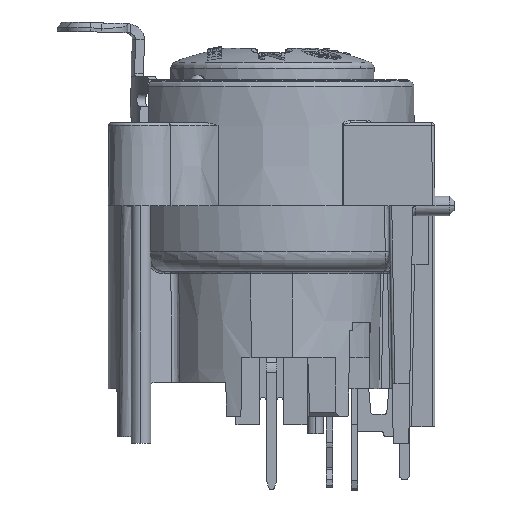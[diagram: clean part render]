
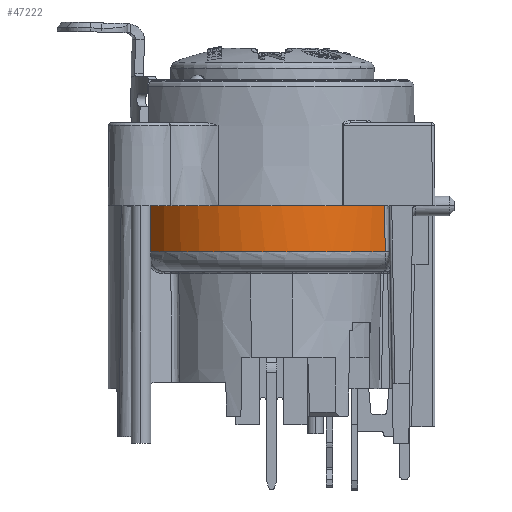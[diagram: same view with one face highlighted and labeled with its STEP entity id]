
A CAD part, left-side view. The second image highlights one B-rep face of the part: STEP entity #47222.
In plain terms, the highlighted conical face has half-angle 1 degrees and reference radius 10.925 mm.
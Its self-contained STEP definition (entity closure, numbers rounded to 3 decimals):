
#1246=CARTESIAN_POINT('',(0.,0.,-6.35));
#1247=DIRECTION('',(0.,0.,-1.));
#1248=DIRECTION('',(-0.928,0.373,0.));
#1249=AXIS2_PLACEMENT_3D('',#1246,#1247,#1248);
#1264=CARTESIAN_POINT('',(-6.743,-8.634,-6.35));
#1275=CARTESIAN_POINT('',(0.,0.,-6.35));
#1276=DIRECTION('',(0.,0.,-1.));
#1277=DIRECTION('',(-0.616,-0.788,0.));
#1278=AXIS2_PLACEMENT_3D('',#1275,#1276,#1277);
#7014=CARTESIAN_POINT('',(-9.526,-5.411,-6.35));
#7174=CARTESIAN_POINT('',(-10.166,4.085,-6.35));
#15732=CARTESIAN_POINT('',(-5.745,9.256,
-9.876));
#15733=CARTESIAN_POINT('',(-5.755,9.257,
-9.523));
#15734=CARTESIAN_POINT('',(-5.774,9.26,
-8.791));
#15735=CARTESIAN_POINT('',(-5.804,9.266,
-7.618));
#15736=CARTESIAN_POINT('',(-5.824,9.27,
-6.781));
#15737=CARTESIAN_POINT('',(-5.834,9.273,-6.35));
#15739=CARTESIAN_POINT('',(0.,0.,-6.35));
#15740=DIRECTION('',(0.,0.,1.));
#15741=DIRECTION('',(-0.928,0.373,0.));
#15742=AXIS2_PLACEMENT_3D('',#15739,#15740,#15741);
#15744=CARTESIAN_POINT('',(-6.565,-8.694,
-9.876));
#15745=CARTESIAN_POINT('',(-6.585,-8.687,
-9.484));
#15746=CARTESIAN_POINT('',(-6.625,-8.674,
-8.7));
#15747=CARTESIAN_POINT('',(-6.684,-8.654,
-7.524));
#15748=CARTESIAN_POINT('',(-6.724,-8.641,
-6.741));
#15749=CARTESIAN_POINT('',(-6.743,-8.634,-6.35));
#15751=CARTESIAN_POINT('',(0.,0.,-9.876));
#15752=DIRECTION('',(0.,0.,1.));
#15753=DIRECTION('',(-0.527,0.85,0.));
#15754=AXIS2_PLACEMENT_3D('',#15751,#15752,#15753);
#17563=CARTESIAN_POINT('',(-6.565,-8.694,
-9.876));
#22359=VERTEX_POINT('',#7174);
#22386=VERTEX_POINT('',#7014);
#23160=CARTESIAN_POINT('',(-5.834,9.273,-6.35));
#23161=VERTEX_POINT('',#23160);
#23799=VERTEX_POINT('',#17563);
#23836=VERTEX_POINT('',#1264);
#24180=VERTEX_POINT('',#15732);
#47207=CARTESIAN_POINT('',(0.,0.,-8.113));
#47208=DIRECTION('',(0.,0.,1.));
#47209=DIRECTION('',(1.,0.,0.));
#47210=AXIS2_PLACEMENT_3D('',#47207,#47208,#47209);
#47211=CONICAL_SURFACE('',#47210,10.925,1.);
#47212=ORIENTED_EDGE('',*,*,#47169,.T.);
#47213=ORIENTED_EDGE('',*,*,#28633,.F.);
#47214=ORIENTED_EDGE('',*,*,#34751,.T.);
#47215=ORIENTED_EDGE('',*,*,#28661,.F.);
#47217=ORIENTED_EDGE('',*,*,#47216,.F.);
#47219=ORIENTED_EDGE('',*,*,#47218,.F.);
#47220=EDGE_LOOP('',(#47212,#47213,#47214,#47215,#47217,#47219));
#47221=FACE_OUTER_BOUND('',#47220,.F.);
#47222=ADVANCED_FACE('',(#47221),#47211,.T.);
#1250=CIRCLE('',#1249,10.956);
#1279=CIRCLE('',#1278,10.956);
#15738=B_SPLINE_CURVE_WITH_KNOTS('',3,(#15732,#15733,#15734,#15735,#15736,
#15737),.UNSPECIFIED.,.F.,.F.,(4,1,1,4),(0.,0.333,
0.667,1.),.UNSPECIFIED.);
#15743=CIRCLE('',#15742,10.956);
#15750=B_SPLINE_CURVE_WITH_KNOTS('',3,(#15744,#15745,#15746,#15747,#15748,
#15749),.UNSPECIFIED.,.F.,.F.,(4,1,1,4),(0.,0.333,
0.667,1.),.UNSPECIFIED.);
#15755=CIRCLE('',#15754,10.894);
#28633=EDGE_CURVE('',#22359,#23161,#1250,.T.);
#28661=EDGE_CURVE('',#23836,#22386,#1279,.T.);
#34751=EDGE_CURVE('',#22359,#22386,#15743,.T.);
#47169=EDGE_CURVE('',#24180,#23161,#15738,.T.);
#47216=EDGE_CURVE('',#23799,#23836,#15750,.T.);
#47218=EDGE_CURVE('',#24180,#23799,#15755,.T.);
